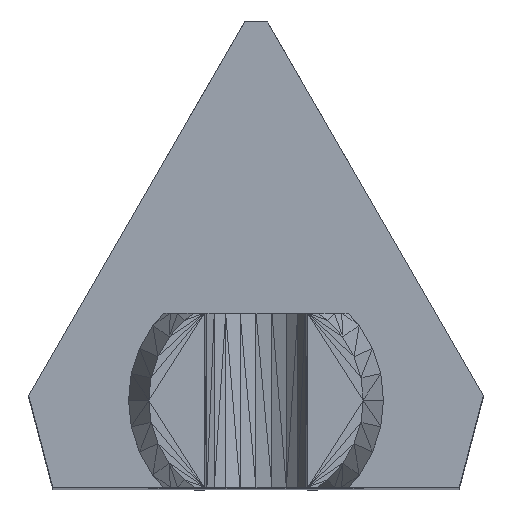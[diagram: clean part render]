
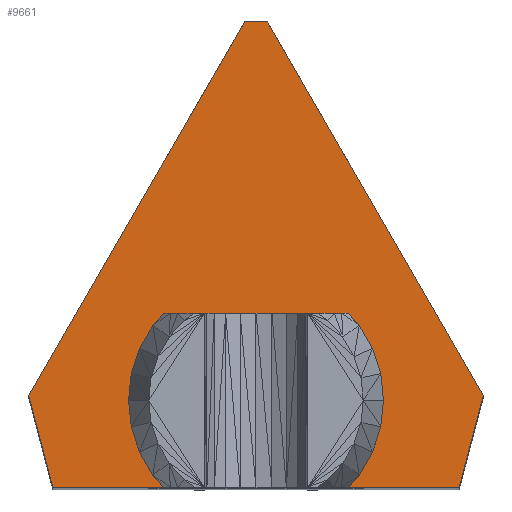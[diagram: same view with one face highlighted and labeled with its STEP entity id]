
A CAD part, top view. The second image highlights one B-rep face of the part: STEP entity #9661.
In plain terms, the highlighted planar face has unit normal (0, 0, 1).
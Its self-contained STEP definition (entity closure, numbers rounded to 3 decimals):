
#539 = VERTEX_POINT ( 'NONE', #6963 ) ;
#756 = DIRECTION ( 'NONE',  ( 1., 0., 0. ) ) ;
#921 = EDGE_CURVE ( 'NONE', #4234, #12364, #23067, .T. ) ;
#964 = ORIENTED_EDGE ( 'NONE', *, *, #4013, .T. ) ;
#977 = CARTESIAN_POINT ( 'NONE',  ( 6.928, -4., 80. ) ) ;
#1062 = VECTOR ( 'NONE', #756, 1000. ) ;
#1498 = LINE ( 'NONE', #12496, #7731 ) ;
#2664 = EDGE_CURVE ( 'NONE', #12820, #4234, #20769, .T. ) ;
#3056 = CARTESIAN_POINT ( 'NONE',  ( 5.019, -4., 80. ) ) ;
#3938 = CARTESIAN_POINT ( 'NONE',  ( 0., 0., 80. ) ) ;
#4013 = EDGE_CURVE ( 'NONE', #539, #12820, #4138, .T. ) ;
#4138 = LINE ( 'NONE', #16443, #13032 ) ;
#4234 = VERTEX_POINT ( 'NONE', #3056 ) ;
#4482 = VECTOR ( 'NONE', #20926, 1000. ) ;
#5725 = EDGE_CURVE ( 'NONE', #14680, #539, #1498, .T. ) ;
#6382 = ORIENTED_EDGE ( 'NONE', *, *, #21345, .T. ) ;
#6471 = CARTESIAN_POINT ( 'NONE',  ( -5.019, -4., 80. ) ) ;
#6826 = CARTESIAN_POINT ( 'NONE',  ( 6.335, 1.027, 80. ) ) ;
#6963 = CARTESIAN_POINT ( 'NONE',  ( -5.615, -1.725, 80. ) ) ;
#7170 = DIRECTION ( 'NONE',  ( 0.253, 0.967, 0. ) ) ;
#7731 = VECTOR ( 'NONE', #21390, 1000. ) ;
#8577 = VECTOR ( 'NONE', #7170, 1000. ) ;
#9381 = EDGE_LOOP ( 'NONE', ( #6382, #14244, #964, #10395, #18017, #14590 ) ) ;
#9560 = DIRECTION ( 'NONE',  ( -0.5, 0.866, 0. ) ) ;
#9651 = VECTOR ( 'NONE', #9560, 1000. ) ;
#9661 = ADVANCED_FACE ( 'NONE', ( #11287 ), #18523, .F. ) ;
#9720 = CARTESIAN_POINT ( 'NONE',  ( 0.289, 7.5, 80. ) ) ;
#10048 = CARTESIAN_POINT ( 'NONE',  ( 5.615, -1.725, 80. ) ) ;
#10136 = CARTESIAN_POINT ( 'NONE',  ( -2.598, 7.5, 80. ) ) ;
#10395 = ORIENTED_EDGE ( 'NONE', *, *, #2664, .T. ) ;
#11158 = DIRECTION ( 'NONE',  ( -1., 0., 0. ) ) ;
#11287 = FACE_OUTER_BOUND ( 'NONE', #9381, .T. ) ;
#11342 = VERTEX_POINT ( 'NONE', #9720 ) ;
#12364 = VERTEX_POINT ( 'NONE', #10048 ) ;
#12496 = CARTESIAN_POINT ( 'NONE',  ( -6.928, -4., 80. ) ) ;
#12668 = EDGE_CURVE ( 'NONE', #12364, #11342, #13471, .T. ) ;
#12705 = DIRECTION ( 'NONE',  ( 0., 0., -1. ) ) ;
#12820 = VERTEX_POINT ( 'NONE', #6471 ) ;
#13032 = VECTOR ( 'NONE', #13137, 1000. ) ;
#13137 = DIRECTION ( 'NONE',  ( 0.253, -0.967, 0. ) ) ;
#13471 = LINE ( 'NONE', #17027, #9651 ) ;
#13942 = LINE ( 'NONE', #10136, #4482 ) ;
#14244 = ORIENTED_EDGE ( 'NONE', *, *, #5725, .T. ) ;
#14590 = ORIENTED_EDGE ( 'NONE', *, *, #12668, .T. ) ;
#14680 = VERTEX_POINT ( 'NONE', #16466 ) ;
#16443 = CARTESIAN_POINT ( 'NONE',  ( -6.335, 1.027, 80. ) ) ;
#16466 = CARTESIAN_POINT ( 'NONE',  ( -0.289, 7.5, 80. ) ) ;
#17027 = CARTESIAN_POINT ( 'NONE',  ( 0., 8., 80. ) ) ;
#18017 = ORIENTED_EDGE ( 'NONE', *, *, #921, .T. ) ;
#18523 = PLANE ( 'NONE',  #22417 ) ;
#20769 = LINE ( 'NONE', #977, #1062 ) ;
#20926 = DIRECTION ( 'NONE',  ( -1., 0., 0. ) ) ;
#21345 = EDGE_CURVE ( 'NONE', #11342, #14680, #13942, .T. ) ;
#21390 = DIRECTION ( 'NONE',  ( -0.5, -0.866, 0. ) ) ;
#22417 = AXIS2_PLACEMENT_3D ( 'NONE', #3938, #12705, #11158 ) ;
#23067 = LINE ( 'NONE', #6826, #8577 ) ;
